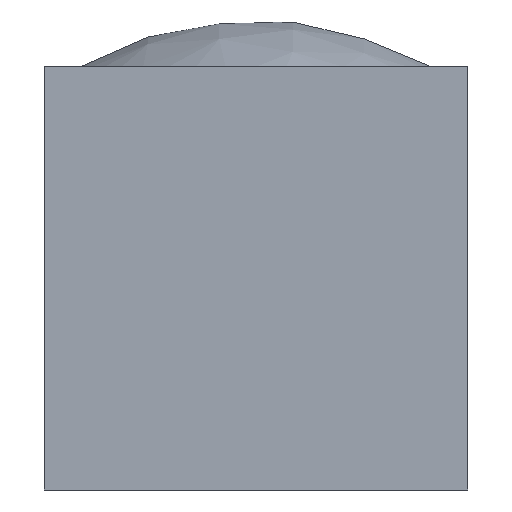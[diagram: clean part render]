
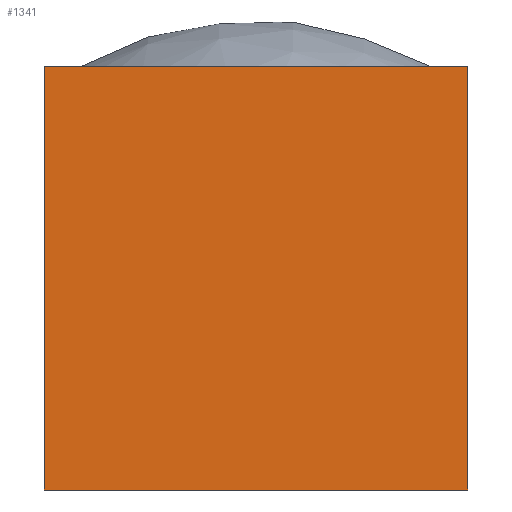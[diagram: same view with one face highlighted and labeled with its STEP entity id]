
A CAD part, left-side view. The second image highlights one B-rep face of the part: STEP entity #1341.
In plain terms, the highlighted planar face has unit normal (-1, 0, 0).
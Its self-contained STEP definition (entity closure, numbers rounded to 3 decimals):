
#105=PLANE('',#1491);
#159=FACE_OUTER_BOUND('',#261,.T.);
#261=EDGE_LOOP('',(#998,#999,#1000,#1001));
#346=LINE('',#2303,#413);
#354=LINE('',#2328,#421);
#360=LINE('',#2341,#427);
#361=LINE('',#2343,#428);
#413=VECTOR('',#1723,12.);
#421=VECTOR('',#1743,12.);
#427=VECTOR('',#1755,12.);
#428=VECTOR('',#1758,12.);
#589=VERTEX_POINT('',#2301);
#590=VERTEX_POINT('',#2302);
#601=VERTEX_POINT('',#2327);
#605=VERTEX_POINT('',#2339);
#732=EDGE_CURVE('',#589,#590,#346,.T.);
#744=EDGE_CURVE('',#601,#589,#354,.T.);
#751=EDGE_CURVE('',#605,#590,#360,.T.);
#752=EDGE_CURVE('',#605,#601,#361,.T.);
#998=ORIENTED_EDGE('',*,*,#732,.T.);
#999=ORIENTED_EDGE('',*,*,#751,.F.);
#1000=ORIENTED_EDGE('',*,*,#752,.T.);
#1001=ORIENTED_EDGE('',*,*,#744,.T.);
#1341=ADVANCED_FACE('',(#159),#105,.T.);
#1491=AXIS2_PLACEMENT_3D('',#2342,#1756,#1757);
#1723=DIRECTION('',(0.,1.,0.));
#1743=DIRECTION('',(0.,0.,1.));
#1755=DIRECTION('',(0.,0.,1.));
#1756=DIRECTION('center_axis',(-1.,0.,0.));
#1757=DIRECTION('ref_axis',(0.,0.,1.));
#1758=DIRECTION('',(0.,-1.,0.));
#2301=CARTESIAN_POINT('',(0.,0.,12.));
#2302=CARTESIAN_POINT('',(0.,12.,12.));
#2303=CARTESIAN_POINT('',(0.,0.,12.));
#2327=CARTESIAN_POINT('',(0.,0.,0.));
#2328=CARTESIAN_POINT('',(0.,0.,0.));
#2339=CARTESIAN_POINT('',(0.,12.,0.));
#2341=CARTESIAN_POINT('',(0.,12.,0.));
#2342=CARTESIAN_POINT('Origin',(0.,0.,0.));
#2343=CARTESIAN_POINT('',(0.,12.,0.));
